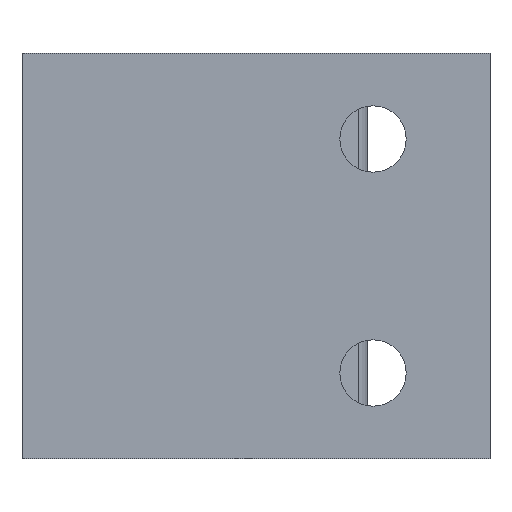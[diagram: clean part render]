
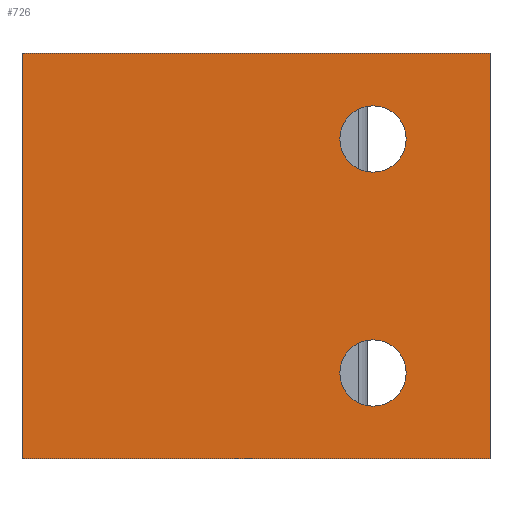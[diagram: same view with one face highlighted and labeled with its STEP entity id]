
A CAD part, front view. The second image highlights one B-rep face of the part: STEP entity #726.
In plain terms, the highlighted planar face has unit normal (0, -1, 0).
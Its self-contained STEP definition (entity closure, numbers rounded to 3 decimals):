
#1 = CARTESIAN_POINT ( 'NONE',  ( 45., 0., 15. ) ) ;
#5 = EDGE_CURVE ( 'NONE', #266, #377, #89, .T. ) ;
#26 = DIRECTION ( 'NONE',  ( 0., 0., -1. ) ) ;
#42 = AXIS2_PLACEMENT_3D ( 'NONE', #1, #352, #285 ) ;
#44 = PLANE ( 'NONE',  #762 ) ;
#62 = DIRECTION ( 'NONE',  ( 0., -1., 0. ) ) ;
#66 = CARTESIAN_POINT ( 'NONE',  ( 45., 0., 19.25 ) ) ;
#89 = LINE ( 'NONE', #740, #646 ) ;
#91 = EDGE_CURVE ( 'NONE', #872, #579, #224, .T. ) ;
#95 = VERTEX_POINT ( 'NONE', #211 ) ;
#111 = CARTESIAN_POINT ( 'NONE',  ( 45., 0., -19.25 ) ) ;
#119 = VECTOR ( 'NONE', #724, 1000. ) ;
#142 = VERTEX_POINT ( 'NONE', #66 ) ;
#151 = DIRECTION ( 'NONE',  ( 0., 0., -1. ) ) ;
#168 = EDGE_CURVE ( 'NONE', #377, #453, #430, .T. ) ;
#175 = DIRECTION ( 'NONE',  ( 0., 0., 1. ) ) ;
#187 = CARTESIAN_POINT ( 'NONE',  ( 60., 0., 26. ) ) ;
#202 = CARTESIAN_POINT ( 'NONE',  ( 45., 0., -15. ) ) ;
#211 = CARTESIAN_POINT ( 'NONE',  ( 45., 0., 10.75 ) ) ;
#224 = CIRCLE ( 'NONE', #757, 4.25 ) ;
#225 = CIRCLE ( 'NONE', #253, 4.25 ) ;
#253 = AXIS2_PLACEMENT_3D ( 'NONE', #202, #62, #627 ) ;
#262 = EDGE_LOOP ( 'NONE', ( #660, #589 ) ) ;
#266 = VERTEX_POINT ( 'NONE', #418 ) ;
#274 = CARTESIAN_POINT ( 'NONE',  ( 60., 0., 26. ) ) ;
#285 = DIRECTION ( 'NONE',  ( 0., 0., -1. ) ) ;
#294 = ORIENTED_EDGE ( 'NONE', *, *, #490, .F. ) ;
#299 = CIRCLE ( 'NONE', #42, 4.25 ) ;
#310 = FACE_BOUND ( 'NONE', #262, .T. ) ;
#325 = EDGE_CURVE ( 'NONE', #142, #95, #299, .T. ) ;
#333 = DIRECTION ( 'NONE',  ( 1., 0., 0. ) ) ;
#338 = EDGE_CURVE ( 'NONE', #579, #872, #225, .T. ) ;
#352 = DIRECTION ( 'NONE',  ( 0., -1., 0. ) ) ;
#368 = ORIENTED_EDGE ( 'NONE', *, *, #168, .T. ) ;
#370 = VERTEX_POINT ( 'NONE', #274 ) ;
#377 = VERTEX_POINT ( 'NONE', #718 ) ;
#402 = DIRECTION ( 'NONE',  ( 0., 0., -1. ) ) ;
#418 = CARTESIAN_POINT ( 'NONE',  ( 0., 0., 26. ) ) ;
#430 = LINE ( 'NONE', #880, #119 ) ;
#453 = VERTEX_POINT ( 'NONE', #816 ) ;
#454 = DIRECTION ( 'NONE',  ( 0., -1., 0. ) ) ;
#471 = ORIENTED_EDGE ( 'NONE', *, *, #665, .F. ) ;
#490 = EDGE_CURVE ( 'NONE', #95, #142, #571, .T. ) ;
#494 = VECTOR ( 'NONE', #333, 1000. ) ;
#502 = CARTESIAN_POINT ( 'NONE',  ( 45., 0., -10.75 ) ) ;
#538 = CARTESIAN_POINT ( 'NONE',  ( 60., 0., 26. ) ) ;
#571 = CIRCLE ( 'NONE', #836, 4.25 ) ;
#579 = VERTEX_POINT ( 'NONE', #502 ) ;
#589 = ORIENTED_EDGE ( 'NONE', *, *, #338, .F. ) ;
#605 = EDGE_LOOP ( 'NONE', ( #294, #668 ) ) ;
#606 = LINE ( 'NONE', #847, #651 ) ;
#615 = FACE_BOUND ( 'NONE', #605, .T. ) ;
#622 = DIRECTION ( 'NONE',  ( 0., 1., 0. ) ) ;
#627 = DIRECTION ( 'NONE',  ( 0., 0., -1. ) ) ;
#646 = VECTOR ( 'NONE', #26, 1000. ) ;
#651 = VECTOR ( 'NONE', #402, 1000. ) ;
#660 = ORIENTED_EDGE ( 'NONE', *, *, #91, .F. ) ;
#661 = EDGE_CURVE ( 'NONE', #266, #370, #828, .T. ) ;
#665 = EDGE_CURVE ( 'NONE', #370, #453, #606, .T. ) ;
#668 = ORIENTED_EDGE ( 'NONE', *, *, #325, .F. ) ;
#705 = ORIENTED_EDGE ( 'NONE', *, *, #661, .F. ) ;
#706 = ORIENTED_EDGE ( 'NONE', *, *, #5, .T. ) ;
#718 = CARTESIAN_POINT ( 'NONE',  ( 0., 0., -26. ) ) ;
#724 = DIRECTION ( 'NONE',  ( 1., 0., 0. ) ) ;
#726 = ADVANCED_FACE ( 'NONE', ( #615, #310, #915 ), #44, .F. ) ;
#740 = CARTESIAN_POINT ( 'NONE',  ( 0., 0., 26. ) ) ;
#746 = CARTESIAN_POINT ( 'NONE',  ( 45., 0., 15. ) ) ;
#750 = DIRECTION ( 'NONE',  ( 0., 0., -1. ) ) ;
#757 = AXIS2_PLACEMENT_3D ( 'NONE', #795, #883, #151 ) ;
#762 = AXIS2_PLACEMENT_3D ( 'NONE', #538, #622, #175 ) ;
#795 = CARTESIAN_POINT ( 'NONE',  ( 45., 0., -15. ) ) ;
#816 = CARTESIAN_POINT ( 'NONE',  ( 60., 0., -26. ) ) ;
#828 = LINE ( 'NONE', #187, #494 ) ;
#836 = AXIS2_PLACEMENT_3D ( 'NONE', #746, #454, #750 ) ;
#847 = CARTESIAN_POINT ( 'NONE',  ( 60., 0., 26. ) ) ;
#849 = EDGE_LOOP ( 'NONE', ( #368, #471, #705, #706 ) ) ;
#872 = VERTEX_POINT ( 'NONE', #111 ) ;
#880 = CARTESIAN_POINT ( 'NONE',  ( 60., 0., -26. ) ) ;
#883 = DIRECTION ( 'NONE',  ( 0., -1., 0. ) ) ;
#915 = FACE_OUTER_BOUND ( 'NONE', #849, .T. ) ;
